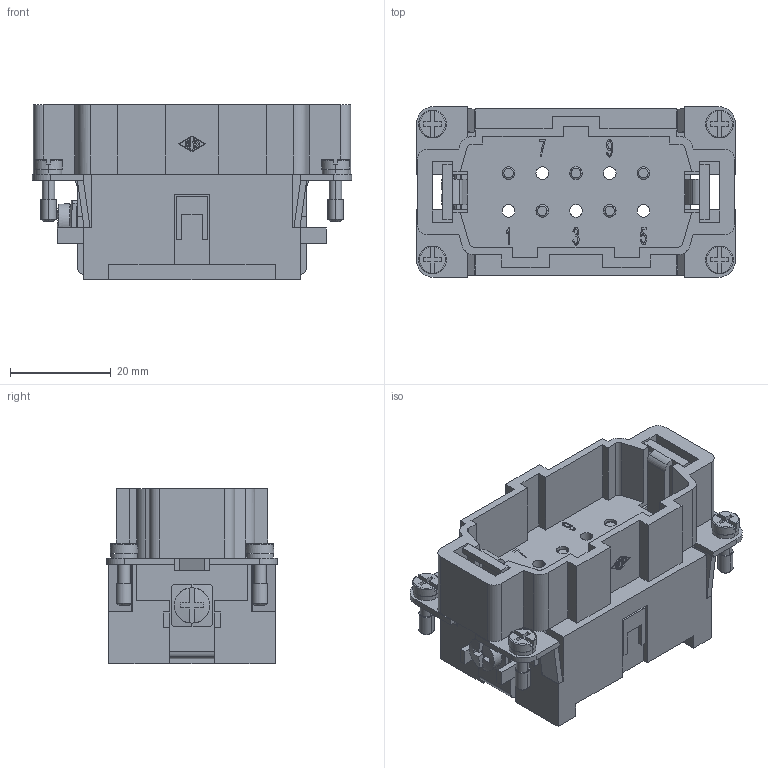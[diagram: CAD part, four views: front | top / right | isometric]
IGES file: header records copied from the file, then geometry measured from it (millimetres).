
Global section: file name: No Iges File Name specified; native system: AutoDesk Inventor R6.1; preprocessor: AutoDesk Inventor Iges Exporter R6.1; author: No Author specified; organization: No Organization specified; date: 20061031.160553; units: millimetre
Bounding box: 63.4 x 34 x 34.9 mm (x, y, z)
Volume: 33660.6 mm3; surface area: 19055.2 mm2
Topology: 2 solids, 2 shells, 770 faces, 2097 edges, 1375 vertices
Faces by surface type: plane 355, bspline 284, cylinder 56, revolution 49, torus 18, cone 4, sphere 4
